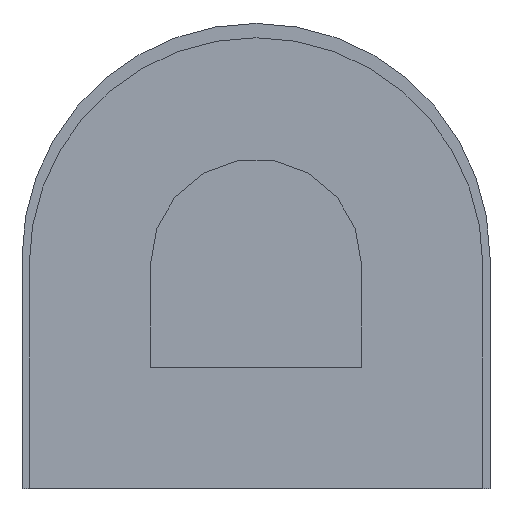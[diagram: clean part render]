
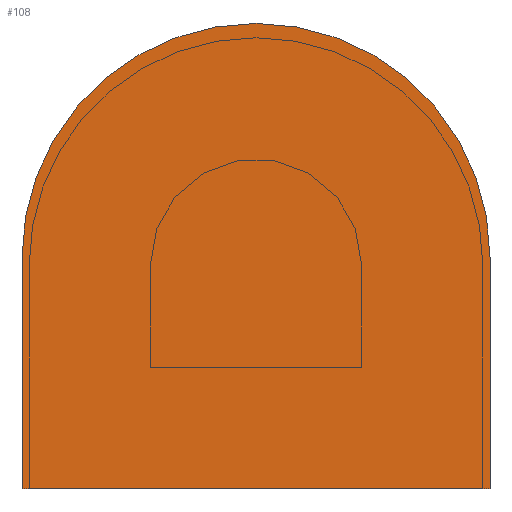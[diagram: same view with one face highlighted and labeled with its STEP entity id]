
A CAD part, front view. The second image highlights one B-rep face of the part: STEP entity #108.
In plain terms, the highlighted planar face has unit normal (0, -1, 0).
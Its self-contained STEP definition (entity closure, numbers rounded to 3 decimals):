
#108 = ADVANCED_FACE( '', ( #190 ), #191, .T. );
#190 = FACE_OUTER_BOUND( '', #254, .T. );
#191 = PLANE( '', #255 );
#254 = EDGE_LOOP( '', ( #374, #375, #376, #377 ) );
#255 = AXIS2_PLACEMENT_3D( '', #378, #379, #380 );
#374 = ORIENTED_EDGE( '', *, *, #429, .T. );
#375 = ORIENTED_EDGE( '', *, *, #410, .T. );
#376 = ORIENTED_EDGE( '', *, *, #432, .T. );
#377 = ORIENTED_EDGE( '', *, *, #415, .T. );
#378 = CARTESIAN_POINT( '', ( 0., -500.1, 2.42 ) );
#379 = DIRECTION( '', ( 0., -1., 0. ) );
#380 = DIRECTION( '', ( 0., 0., -1. ) );
#410 = EDGE_CURVE( '', #469, #467, #470, .T. );
#415 = EDGE_CURVE( '', #478, #476, #479, .T. );
#429 = EDGE_CURVE( '', #476, #469, #501, .T. );
#432 = EDGE_CURVE( '', #467, #478, #504, .T. );
#467 = VERTEX_POINT( '', #548 );
#469 = VERTEX_POINT( '', #551 );
#470 = LINE( '', #552, #553 );
#476 = VERTEX_POINT( '', #561 );
#478 = VERTEX_POINT( '', #564 );
#479 = LINE( '', #565, #566 );
#501 = CIRCLE( '', #595, 2.45 );
#504 = LINE( '', #599, #600 );
#548 = CARTESIAN_POINT( '', ( -2.45, -500.1, 0. ) );
#551 = CARTESIAN_POINT( '', ( -2.45, -500.1, 2.42 ) );
#552 = CARTESIAN_POINT( '', ( -2.45, -500.1, 2.42 ) );
#553 = VECTOR( '', #642, 1000. );
#561 = CARTESIAN_POINT( '', ( 2.45, -500.1, 2.42 ) );
#564 = CARTESIAN_POINT( '', ( 2.45, -500.1, 0. ) );
#565 = CARTESIAN_POINT( '', ( 2.45, -500.1, 0. ) );
#566 = VECTOR( '', #646, 1000. );
#595 = AXIS2_PLACEMENT_3D( '', #663, #664, #665 );
#599 = CARTESIAN_POINT( '', ( -2.45, -500.1, 0. ) );
#600 = VECTOR( '', #667, 1000. );
#642 = DIRECTION( '', ( 0., 0., -1. ) );
#646 = DIRECTION( '', ( 0., 0., 1. ) );
#663 = CARTESIAN_POINT( '', ( 0., -500.1, 2.42 ) );
#664 = DIRECTION( '', ( 0., -1., 0. ) );
#665 = DIRECTION( '', ( 1., 0., 0. ) );
#667 = DIRECTION( '', ( 1., 0., 0. ) );
